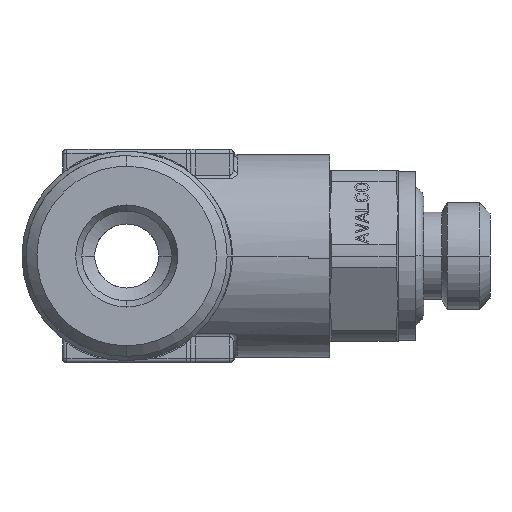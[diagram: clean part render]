
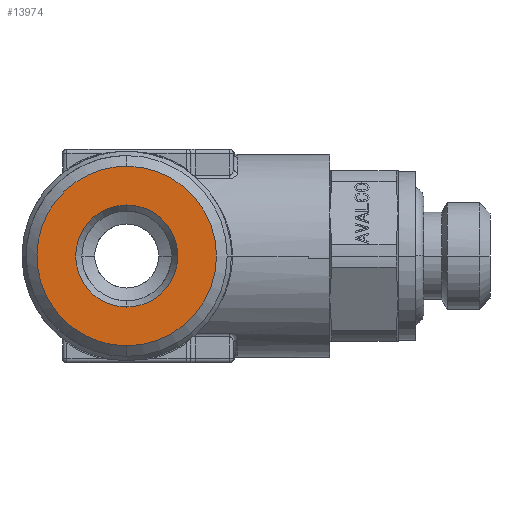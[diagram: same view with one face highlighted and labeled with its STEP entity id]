
A CAD part, left-side view. The second image highlights one B-rep face of the part: STEP entity #13974.
In plain terms, the highlighted planar face has unit normal (-1, 0, 0).
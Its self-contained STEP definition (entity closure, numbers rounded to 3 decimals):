
#13527=CARTESIAN_POINT('Axis2P3D Location',(-22.1,0.,0.)) ;
#13531=CARTESIAN_POINT('Vertex',(-22.1,0.,-2.389)) ;
#13533=CARTESIAN_POINT('Vertex',(-22.1,0.,2.389)) ;
#13617=CARTESIAN_POINT('Axis2P3D Location',(-22.1,0.,0.)) ;
#13926=CARTESIAN_POINT('Axis2P3D Location',(-22.1,0.,0.)) ;
#13932=CARTESIAN_POINT('Control Point',(-22.1,0.,-4.2)) ;
#13933=CARTESIAN_POINT('Control Point',(-22.1,0.402,-4.2)) ;
#13934=CARTESIAN_POINT('Control Point',(-22.1,0.803,-4.152)) ;
#13935=CARTESIAN_POINT('Control Point',(-22.1,1.197,-4.056)) ;
#13936=CARTESIAN_POINT('Control Point',(-22.1,1.954,-3.772)) ;
#13937=CARTESIAN_POINT('Control Point',(-22.1,2.623,-3.317)) ;
#13938=CARTESIAN_POINT('Control Point',(-22.1,2.929,-3.05)) ;
#13939=CARTESIAN_POINT('Control Point',(-22.1,3.471,-2.45)) ;
#13940=CARTESIAN_POINT('Control Point',(-22.1,3.855,-1.738)) ;
#13941=CARTESIAN_POINT('Control Point',(-22.1,4.004,-1.361)) ;
#13942=CARTESIAN_POINT('Control Point',(-22.1,4.208,-0.578)) ;
#13943=CARTESIAN_POINT('Control Point',(-22.1,4.223,0.231)) ;
#13944=CARTESIAN_POINT('Control Point',(-22.1,4.181,0.634)) ;
#13945=CARTESIAN_POINT('Control Point',(-22.1,4.003,1.423)) ;
#13946=CARTESIAN_POINT('Control Point',(-22.1,3.643,2.148)) ;
#13947=CARTESIAN_POINT('Control Point',(-22.1,3.421,2.487)) ;
#13948=CARTESIAN_POINT('Control Point',(-22.1,2.899,3.105)) ;
#13949=CARTESIAN_POINT('Control Point',(-22.1,2.247,3.583)) ;
#13950=CARTESIAN_POINT('Control Point',(-22.1,1.893,3.782)) ;
#13951=CARTESIAN_POINT('Control Point',(-22.1,1.306,4.024)) ;
#13952=CARTESIAN_POINT('Control Point',(-22.1,0.687,4.153)) ;
#13953=CARTESIAN_POINT('Control Point',(-22.1,0.459,4.184)) ;
#13954=CARTESIAN_POINT('Control Point',(-22.1,0.229,4.2)) ;
#13955=CARTESIAN_POINT('Control Point',(-22.1,0.,4.2)) ;
#13956=CARTESIAN_POINT('Vertex',(-22.1,0.,-4.2)) ;
#13958=CARTESIAN_POINT('Vertex',(-22.1,0.,4.2)) ;
#13961=CARTESIAN_POINT('Axis2P3D Location',(-22.1,0.,0.)) ;
#13528=DIRECTION('Axis2P3D Direction',(-1.,0.,0.)) ;
#13618=DIRECTION('Axis2P3D Direction',(-1.,0.,0.)) ;
#13927=DIRECTION('Axis2P3D Direction',(-1.,0.,0.)) ;
#13928=DIRECTION('Axis2P3D XDirection',(0.,0.,1.)) ;
#13962=DIRECTION('Axis2P3D Direction',(-1.,0.,0.)) ;
#13529=AXIS2_PLACEMENT_3D('Circle Axis2P3D',#13527,#13528,$) ;
#13619=AXIS2_PLACEMENT_3D('Circle Axis2P3D',#13617,#13618,$) ;
#13929=AXIS2_PLACEMENT_3D('Plane Axis2P3D',#13926,#13927,#13928) ;
#13963=AXIS2_PLACEMENT_3D('Circle Axis2P3D',#13961,#13962,$) ;
#13967=ORIENTED_EDGE('',*,*,#13960,.F.) ;
#13968=ORIENTED_EDGE('',*,*,#13965,.T.) ;
#13971=ORIENTED_EDGE('',*,*,#13535,.F.) ;
#13972=ORIENTED_EDGE('',*,*,#13621,.T.) ;
#13973=FACE_BOUND('',#13970,.T.) ;
#13974=ADVANCED_FACE('CN417B-04G18.1\\CN417B-04G18',(#13969,#13973),#13930,.T.) ;
#13931=B_SPLINE_CURVE_WITH_KNOTS('',5,(#13932,#13933,#13934,#13935,#13936,#13937,#13938,#13939,#13940,#13941,#13942,#13943,#13944,#13945,#13946,#13947,#13948,#13949,#13950,#13951,#13952,#13953,#13954,#13955),.UNSPECIFIED.,.F.,.U.,(6,3,3,3,3,3,3,6),(0.,2.84,5.679,8.519,11.359,14.198,17.038,18.66),.UNSPECIFIED.) ;
#13530=CIRCLE('generated circle',#13529,2.389) ;
#13620=CIRCLE('generated circle',#13619,2.389) ;
#13964=CIRCLE('generated circle',#13963,4.2) ;
#13535=EDGE_CURVE('',#13532,#13534,#13530,.T.) ;
#13621=EDGE_CURVE('',#13532,#13534,#13620,.F.) ;
#13960=EDGE_CURVE('',#13957,#13959,#13931,.T.) ;
#13965=EDGE_CURVE('',#13957,#13959,#13964,.T.) ;
#13966=EDGE_LOOP('',(#13967,#13968)) ;
#13970=EDGE_LOOP('',(#13971,#13972)) ;
#13969=FACE_OUTER_BOUND('',#13966,.T.) ;
#13930=PLANE('',#13929) ;
#13532=VERTEX_POINT('',#13531) ;
#13534=VERTEX_POINT('',#13533) ;
#13957=VERTEX_POINT('',#13956) ;
#13959=VERTEX_POINT('',#13958) ;
